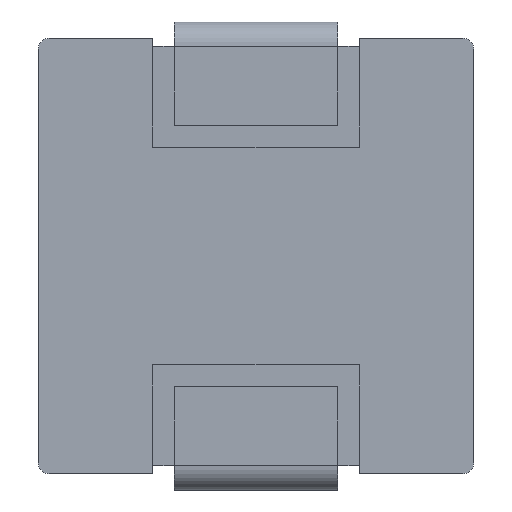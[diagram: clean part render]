
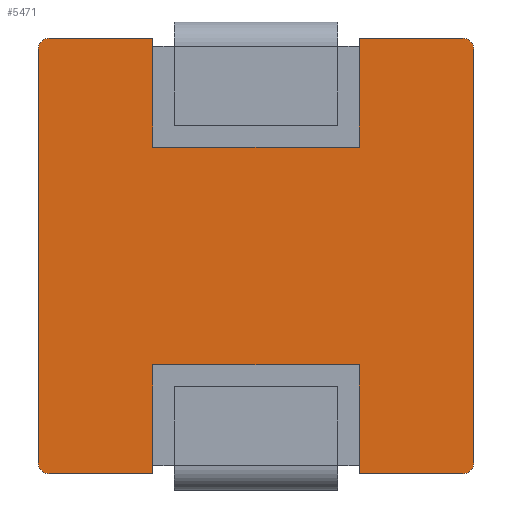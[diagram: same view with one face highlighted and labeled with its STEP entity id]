
A CAD part, front view. The second image highlights one B-rep face of the part: STEP entity #5471.
In plain terms, the highlighted planar face has unit normal (0, -1, 0).
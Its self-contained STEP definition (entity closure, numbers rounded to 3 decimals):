
#732 = EDGE_LOOP ( 'NONE', ( #2239, #2240, #2237, #2241, #2243, #2242, #2244, #2246, #2247, #2245, #2251, #2248, #2250, #2253, #2252, #2255 ) ) ;
#793 = EDGE_CURVE ( 'NONE', #1978, #1975, #1959, .T. ) ;
#794 = EDGE_CURVE ( 'NONE', #1975, #2003, #1955, .T. ) ;
#795 = EDGE_CURVE ( 'NONE', #2001, #1976, #1952, .T. ) ;
#796 = EDGE_CURVE ( 'NONE', #1976, #1977, #1949, .T. ) ;
#797 = EDGE_CURVE ( 'NONE', #1977, #1992, #1948, .T. ) ;
#798 = EDGE_CURVE ( 'NONE', #1984, #1978, #1945, .T. ) ;
#800 = EDGE_CURVE ( 'NONE', #1979, #1996, #1933, .T. ) ;
#801 = EDGE_CURVE ( 'NONE', #2005, #1979, #5326, .T. ) ;
#804 = EDGE_CURVE ( 'NONE', #1988, #1984, #1921, .T. ) ;
#807 = EDGE_CURVE ( 'NONE', #1986, #1988, #5327, .T. ) ;
#810 = EDGE_CURVE ( 'NONE', #1990, #1986, #1903, .T. ) ;
#813 = EDGE_CURVE ( 'NONE', #1994, #1990, #5330, .T. ) ;
#815 = EDGE_CURVE ( 'NONE', #1992, #1994, #1884, .T. ) ;
#819 = EDGE_CURVE ( 'NONE', #1996, #1999, #5332, .T. ) ;
#821 = EDGE_CURVE ( 'NONE', #1999, #2001, #1864, .T. ) ;
#825 = EDGE_CURVE ( 'NONE', #2003, #2005, #1850, .T. ) ;
#1670 = VECTOR ( 'NONE', #1866, 1000. ) ;
#1675 = VECTOR ( 'NONE', #1882, 1000. ) ;
#1679 = AXIS2_PLACEMENT_3D ( 'NONE', #1879, #1872, #1871 ) ;
#1848 = DIRECTION ( 'NONE',  ( -1., 0., 0. ) ) ;
#1849 = CARTESIAN_POINT ( 'NONE',  ( -1.9, 0., -2. ) ) ;
#1850 = LINE ( 'NONE', #1849, #3360 ) ;
#1864 = LINE ( 'NONE', #1865, #1670 ) ;
#1865 = CARTESIAN_POINT ( 'NONE',  ( -1.9, 0., 2. ) ) ;
#1866 = DIRECTION ( 'NONE',  ( 1., 0., 0. ) ) ;
#1871 = DIRECTION ( 'NONE',  ( 0., 0., -1. ) ) ;
#1872 = DIRECTION ( 'NONE',  ( 0., 1., 0. ) ) ;
#1879 = CARTESIAN_POINT ( 'NONE',  ( -1.9, 0., 1.9 ) ) ;
#1882 = DIRECTION ( 'NONE',  ( 1., 0., 0. ) ) ;
#1883 = CARTESIAN_POINT ( 'NONE',  ( -1.9, 0., 2. ) ) ;
#1884 = LINE ( 'NONE', #1883, #1675 ) ;
#1889 = DIRECTION ( 'NONE',  ( 0., 0., 1. ) ) ;
#1890 = DIRECTION ( 'NONE',  ( 0., 1., 0. ) ) ;
#1899 = DIRECTION ( 'NONE',  ( 0., 0., -1. ) ) ;
#1902 = CARTESIAN_POINT ( 'NONE',  ( 1.9, 0., 1.9 ) ) ;
#1903 = LINE ( 'NONE', #1904, #2486 ) ;
#1904 = CARTESIAN_POINT ( 'NONE',  ( 2., 0., 1.9 ) ) ;
#1911 = DIRECTION ( 'NONE',  ( 0., 0., -1. ) ) ;
#1912 = DIRECTION ( 'NONE',  ( 0., 1., 0. ) ) ;
#1919 = DIRECTION ( 'NONE',  ( -1., 0., 0. ) ) ;
#1920 = CARTESIAN_POINT ( 'NONE',  ( -1.9, 0., -2. ) ) ;
#1921 = LINE ( 'NONE', #1920, #2493 ) ;
#1922 = CARTESIAN_POINT ( 'NONE',  ( 1.9, 0., -1.9 ) ) ;
#1929 = DIRECTION ( 'NONE',  ( 0., 0., -1. ) ) ;
#1930 = DIRECTION ( 'NONE',  ( 0., 1., 0. ) ) ;
#1931 = DIRECTION ( 'NONE',  ( 0., 0., 1. ) ) ;
#1932 = CARTESIAN_POINT ( 'NONE',  ( -2., 0., 1.9 ) ) ;
#1933 = LINE ( 'NONE', #1932, #2497 ) ;
#1940 = CARTESIAN_POINT ( 'NONE',  ( 0.95, 0., -2. ) ) ;
#1941 = DIRECTION ( 'NONE',  ( 0., 0., 1. ) ) ;
#1943 = CARTESIAN_POINT ( 'NONE',  ( 0.95, 0., 2. ) ) ;
#1944 = DIRECTION ( 'NONE',  ( 0., 0., 1. ) ) ;
#1945 = LINE ( 'NONE', #1940, #2501 ) ;
#1946 = CARTESIAN_POINT ( 'NONE',  ( 0.95, 0., 1. ) ) ;
#1947 = DIRECTION ( 'NONE',  ( 1., 0., 0. ) ) ;
#1948 = LINE ( 'NONE', #1943, #2502 ) ;
#1949 = LINE ( 'NONE', #1946, #2500 ) ;
#1950 = DIRECTION ( 'NONE',  ( 0., 0., -1. ) ) ;
#1951 = CARTESIAN_POINT ( 'NONE',  ( -0.95, 0., 2. ) ) ;
#1952 = LINE ( 'NONE', #1951, #2488 ) ;
#1953 = DIRECTION ( 'NONE',  ( 0., 0., -1. ) ) ;
#1954 = CARTESIAN_POINT ( 'NONE',  ( -0.95, 0., -2. ) ) ;
#1955 = LINE ( 'NONE', #1954, #2841 ) ;
#1956 = CARTESIAN_POINT ( 'NONE',  ( -1.9, 0., -1.9 ) ) ;
#1957 = DIRECTION ( 'NONE',  ( -1., 0., 0. ) ) ;
#1958 = CARTESIAN_POINT ( 'NONE',  ( 0.95, 0., -1. ) ) ;
#1959 = LINE ( 'NONE', #1958, #2840 ) ;
#1975 = VERTEX_POINT ( 'NONE', #4701 ) ;
#1976 = VERTEX_POINT ( 'NONE', #4702 ) ;
#1977 = VERTEX_POINT ( 'NONE', #4703 ) ;
#1978 = VERTEX_POINT ( 'NONE', #4704 ) ;
#1979 = VERTEX_POINT ( 'NONE', #4705 ) ;
#1984 = VERTEX_POINT ( 'NONE', #4707 ) ;
#1986 = VERTEX_POINT ( 'NONE', #4709 ) ;
#1988 = VERTEX_POINT ( 'NONE', #4711 ) ;
#1990 = VERTEX_POINT ( 'NONE', #4713 ) ;
#1992 = VERTEX_POINT ( 'NONE', #4715 ) ;
#1994 = VERTEX_POINT ( 'NONE', #4717 ) ;
#1996 = VERTEX_POINT ( 'NONE', #4719 ) ;
#1999 = VERTEX_POINT ( 'NONE', #4721 ) ;
#2001 = VERTEX_POINT ( 'NONE', #4723 ) ;
#2003 = VERTEX_POINT ( 'NONE', #4725 ) ;
#2005 = VERTEX_POINT ( 'NONE', #4727 ) ;
#2237 = ORIENTED_EDGE ( 'NONE', *, *, #807, .F. ) ;
#2239 = ORIENTED_EDGE ( 'NONE', *, *, #798, .F. ) ;
#2240 = ORIENTED_EDGE ( 'NONE', *, *, #804, .F. ) ;
#2241 = ORIENTED_EDGE ( 'NONE', *, *, #810, .F. ) ;
#2242 = ORIENTED_EDGE ( 'NONE', *, *, #815, .F. ) ;
#2243 = ORIENTED_EDGE ( 'NONE', *, *, #813, .F. ) ;
#2244 = ORIENTED_EDGE ( 'NONE', *, *, #797, .F. ) ;
#2245 = ORIENTED_EDGE ( 'NONE', *, *, #821, .F. ) ;
#2246 = ORIENTED_EDGE ( 'NONE', *, *, #796, .F. ) ;
#2247 = ORIENTED_EDGE ( 'NONE', *, *, #795, .F. ) ;
#2248 = ORIENTED_EDGE ( 'NONE', *, *, #800, .F. ) ;
#2250 = ORIENTED_EDGE ( 'NONE', *, *, #801, .F. ) ;
#2251 = ORIENTED_EDGE ( 'NONE', *, *, #819, .F. ) ;
#2252 = ORIENTED_EDGE ( 'NONE', *, *, #794, .F. ) ;
#2253 = ORIENTED_EDGE ( 'NONE', *, *, #825, .F. ) ;
#2255 = ORIENTED_EDGE ( 'NONE', *, *, #793, .F. ) ;
#2486 = VECTOR ( 'NONE', #1899, 1000. ) ;
#2487 = AXIS2_PLACEMENT_3D ( 'NONE', #1902, #1890, #1889 ) ;
#2488 = VECTOR ( 'NONE', #1950, 1000. ) ;
#2493 = VECTOR ( 'NONE', #1919, 1000. ) ;
#2494 = AXIS2_PLACEMENT_3D ( 'NONE', #1922, #1912, #1911 ) ;
#2497 = VECTOR ( 'NONE', #1931, 1000. ) ;
#2499 = AXIS2_PLACEMENT_3D ( 'NONE', #1956, #1930, #1929 ) ;
#2500 = VECTOR ( 'NONE', #1947, 1000. ) ;
#2501 = VECTOR ( 'NONE', #1941, 1000. ) ;
#2502 = VECTOR ( 'NONE', #1944, 1000. ) ;
#2840 = VECTOR ( 'NONE', #1957, 1000. ) ;
#2841 = VECTOR ( 'NONE', #1953, 1000. ) ;
#3360 = VECTOR ( 'NONE', #1848, 1000. ) ;
#3374 = PLANE ( 'NONE',  #4627 ) ;
#3375 = CARTESIAN_POINT ( 'NONE',  ( -1.9, 0., 1.9 ) ) ;
#3376 = DIRECTION ( 'NONE',  ( 0., -1., 0. ) ) ;
#3377 = DIRECTION ( 'NONE',  ( 0., 0., -1. ) ) ;
#4619 = FACE_OUTER_BOUND ( 'NONE', #732, .T. ) ;
#4627 = AXIS2_PLACEMENT_3D ( 'NONE', #3375, #3376, #3377 ) ;
#4701 = CARTESIAN_POINT ( 'NONE',  ( -0.95, 0., -1. ) ) ;
#4702 = CARTESIAN_POINT ( 'NONE',  ( -0.95, 0., 1. ) ) ;
#4703 = CARTESIAN_POINT ( 'NONE',  ( 0.95, 0., 1. ) ) ;
#4704 = CARTESIAN_POINT ( 'NONE',  ( 0.95, 0., -1. ) ) ;
#4705 = CARTESIAN_POINT ( 'NONE',  ( -2., 0., -1.9 ) ) ;
#4707 = CARTESIAN_POINT ( 'NONE',  ( 0.95, 0., -2. ) ) ;
#4709 = CARTESIAN_POINT ( 'NONE',  ( 2., 0., -1.9 ) ) ;
#4711 = CARTESIAN_POINT ( 'NONE',  ( 1.9, 0., -2. ) ) ;
#4713 = CARTESIAN_POINT ( 'NONE',  ( 2., 0., 1.9 ) ) ;
#4715 = CARTESIAN_POINT ( 'NONE',  ( 0.95, 0., 2. ) ) ;
#4717 = CARTESIAN_POINT ( 'NONE',  ( 1.9, 0., 2. ) ) ;
#4719 = CARTESIAN_POINT ( 'NONE',  ( -2., 0., 1.9 ) ) ;
#4721 = CARTESIAN_POINT ( 'NONE',  ( -1.9, 0., 2. ) ) ;
#4723 = CARTESIAN_POINT ( 'NONE',  ( -0.95, 0., 2. ) ) ;
#4725 = CARTESIAN_POINT ( 'NONE',  ( -0.95, 0., -2. ) ) ;
#4727 = CARTESIAN_POINT ( 'NONE',  ( -1.9, 0., -2. ) ) ;
#5326 = CIRCLE ( 'NONE', #2499, 0.1 ) ;
#5327 = CIRCLE ( 'NONE', #2494, 0.1 ) ;
#5330 = CIRCLE ( 'NONE', #2487, 0.1 ) ;
#5332 = CIRCLE ( 'NONE', #1679, 0.1 ) ;
#5471 = ADVANCED_FACE ( 'NONE', ( #4619 ), #3374, .T. ) ;
